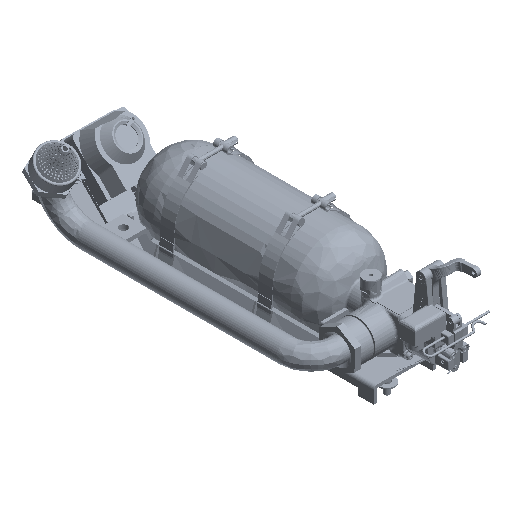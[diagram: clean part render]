
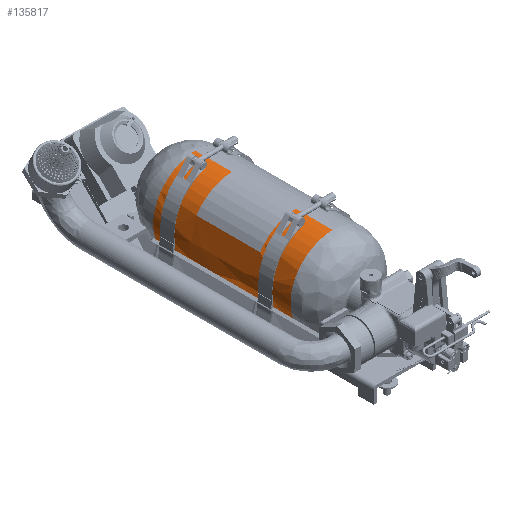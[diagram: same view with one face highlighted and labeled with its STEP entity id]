
A CAD part, isometric view. The second image highlights one B-rep face of the part: STEP entity #135817.
In plain terms, the highlighted free-form (B-spline) face has degree [2, 1] with [5, 2] control points.
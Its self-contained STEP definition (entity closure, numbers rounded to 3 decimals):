
#134861 = VERTEX_POINT('',#134862);
#134862 = CARTESIAN_POINT('',(-92.16,129.821,
    222.021));
#134868 = EDGE_CURVE('',#134861,#134869,#134871,.T.);
#134869 = VERTEX_POINT('',#134870);
#134870 = CARTESIAN_POINT('',(-92.16,44.61,
    222.021));
#134871 = B_SPLINE_CURVE_WITH_KNOTS('',1,(#134872,#134873),
  .UNSPECIFIED.,.F.,.F.,(2,2),(-109.538,-50.8),
  .PIECEWISE_BEZIER_KNOTS.);
#134872 = CARTESIAN_POINT('',(-92.16,129.821,
    222.021));
#134873 = CARTESIAN_POINT('',(-92.16,44.61,
    222.021));
#134891 = VERTEX_POINT('',#134892);
#134892 = CARTESIAN_POINT('',(-92.16,-102.782,
    222.021));
#134898 = EDGE_CURVE('',#134891,#134899,#134901,.T.);
#134899 = VERTEX_POINT('',#134900);
#134900 = CARTESIAN_POINT('',(-92.16,-187.993,
    222.021));
#134901 = B_SPLINE_CURVE_WITH_KNOTS('',1,(#134902,#134903),
  .UNSPECIFIED.,.F.,.F.,(2,2),(50.8,109.538),.PIECEWISE_BEZIER_KNOTS.);
#134902 = CARTESIAN_POINT('',(-92.16,-102.782,
    222.021));
#134903 = CARTESIAN_POINT('',(-92.16,-187.993,
    222.021));
#134906 = VERTEX_POINT('',#134907);
#134907 = CARTESIAN_POINT('',(-90.477,-187.993,
    25.112));
#134915 = EDGE_CURVE('',#134916,#134906,#134918,.T.);
#134916 = VERTEX_POINT('',#134917);
#134917 = CARTESIAN_POINT('',(-90.477,129.821,
    25.112));
#134918 = B_SPLINE_CURVE_WITH_KNOTS('',1,(#134919,#134920),
  .UNSPECIFIED.,.F.,.F.,(2,2),(-109.538,109.538),
  .PIECEWISE_BEZIER_KNOTS.);
#134919 = CARTESIAN_POINT('',(-90.477,129.821,
    25.112));
#134920 = CARTESIAN_POINT('',(-90.477,-187.993,
    25.112));
#135084 = VERTEX_POINT('',#135085);
#135085 = CARTESIAN_POINT('',(-189.773,129.821,
    122.725));
#135091 = EDGE_CURVE('',#134861,#135084,#135092,.T.);
#135092 = ( BOUNDED_CURVE() B_SPLINE_CURVE(2,(#135093,#135094,#135095),
.UNSPECIFIED.,.F.,.F.) B_SPLINE_CURVE_WITH_KNOTS((3,3),(3.142,
4.712),.PIECEWISE_BEZIER_KNOTS.) CURVE() 
GEOMETRIC_REPRESENTATION_ITEM() RATIONAL_B_SPLINE_CURVE((1.,
0.707,1.)) REPRESENTATION_ITEM('') );
#135093 = CARTESIAN_POINT('',(-92.16,129.821,
    222.021));
#135094 = CARTESIAN_POINT('',(-190.615,129.821,
    221.18));
#135095 = CARTESIAN_POINT('',(-189.773,129.821,
    122.725));
#135428 = EDGE_CURVE('',#134869,#135429,#135431,.T.);
#135429 = VERTEX_POINT('',#135430);
#135430 = CARTESIAN_POINT('',(-174.678,44.61,
    175.962));
#135431 = ( BOUNDED_CURVE() B_SPLINE_CURVE(2,(#135432,#135433,#135434),
.UNSPECIFIED.,.F.,.F.) B_SPLINE_CURVE_WITH_KNOTS((3,3),(0.,
1.001),.PIECEWISE_BEZIER_KNOTS.) CURVE() 
GEOMETRIC_REPRESENTATION_ITEM() RATIONAL_B_SPLINE_CURVE((1.,
0.877,1.)) REPRESENTATION_ITEM('') );
#135432 = CARTESIAN_POINT('',(-92.16,44.61,
    222.021));
#135433 = CARTESIAN_POINT('',(-146.017,44.61,
    221.561));
#135434 = CARTESIAN_POINT('',(-174.678,44.61,
    175.962));
#135436 = EDGE_CURVE('',#135429,#135437,#135439,.T.);
#135437 = VERTEX_POINT('',#135438);
#135438 = CARTESIAN_POINT('',(-174.678,-102.782,
    175.962));
#135439 = B_SPLINE_CURVE_WITH_KNOTS('',1,(#135440,#135441),
  .UNSPECIFIED.,.F.,.F.,(2,2),(-50.8,50.8),.PIECEWISE_BEZIER_KNOTS.);
#135440 = CARTESIAN_POINT('',(-174.678,44.61,
    175.962));
#135441 = CARTESIAN_POINT('',(-174.678,-102.782,
    175.962));
#135443 = EDGE_CURVE('',#135437,#134891,#135444,.T.);
#135444 = ( BOUNDED_CURVE() B_SPLINE_CURVE(2,(#135445,#135446,#135447),
.UNSPECIFIED.,.F.,.F.) B_SPLINE_CURVE_WITH_KNOTS((3,3),(2.14,
3.142),.PIECEWISE_BEZIER_KNOTS.) CURVE() 
GEOMETRIC_REPRESENTATION_ITEM() RATIONAL_B_SPLINE_CURVE((1.,
0.877,1.)) REPRESENTATION_ITEM('') );
#135445 = CARTESIAN_POINT('',(-174.678,-102.782,
    175.962));
#135446 = CARTESIAN_POINT('',(-146.017,-102.782,
    221.561));
#135447 = CARTESIAN_POINT('',(-92.16,-102.782,
    222.021));
#135705 = EDGE_CURVE('',#135084,#134916,#135706,.T.);
#135706 = ( BOUNDED_CURVE() B_SPLINE_CURVE(2,(#135707,#135708,#135709),
.UNSPECIFIED.,.F.,.F.) B_SPLINE_CURVE_WITH_KNOTS((3,3),(4.712,
6.283),.PIECEWISE_BEZIER_KNOTS.) CURVE() 
GEOMETRIC_REPRESENTATION_ITEM() RATIONAL_B_SPLINE_CURVE((1.,
0.707,1.)) REPRESENTATION_ITEM('') );
#135707 = CARTESIAN_POINT('',(-189.773,129.821,
    122.725));
#135708 = CARTESIAN_POINT('',(-188.931,129.821,
    24.271));
#135709 = CARTESIAN_POINT('',(-90.477,129.821,
    25.112));
#135792 = EDGE_CURVE('',#134899,#134906,#135793,.T.);
#135793 = ( BOUNDED_CURVE() B_SPLINE_CURVE(2,(#135794,#135795,#135796,
#135797,#135798),.UNSPECIFIED.,.F.,.F.) B_SPLINE_CURVE_WITH_KNOTS((3,2,3
    ),(3.142,4.712,6.283),
.PIECEWISE_BEZIER_KNOTS.) CURVE() GEOMETRIC_REPRESENTATION_ITEM() 
RATIONAL_B_SPLINE_CURVE((1.,0.707,1.,0.707,1.)) 
REPRESENTATION_ITEM('') );
#135794 = CARTESIAN_POINT('',(-92.16,-187.993,
    222.021));
#135795 = CARTESIAN_POINT('',(-190.615,-187.993,
    221.18));
#135796 = CARTESIAN_POINT('',(-189.773,-187.993,
    122.725));
#135797 = CARTESIAN_POINT('',(-188.931,-187.993,
    24.271));
#135798 = CARTESIAN_POINT('',(-90.477,-187.993,
    25.112));
#135817 = ADVANCED_FACE('',(#135818),#135829,.T.);
#135818 = FACE_BOUND('',#135819,.T.);
#135819 = EDGE_LOOP('',(#135820,#135821,#135822,#135823,#135824,#135825,
    #135826,#135827,#135828));
#135820 = ORIENTED_EDGE('',*,*,#134868,.F.);
#135821 = ORIENTED_EDGE('',*,*,#135091,.T.);
#135822 = ORIENTED_EDGE('',*,*,#135705,.T.);
#135823 = ORIENTED_EDGE('',*,*,#134915,.T.);
#135824 = ORIENTED_EDGE('',*,*,#135792,.F.);
#135825 = ORIENTED_EDGE('',*,*,#134898,.F.);
#135826 = ORIENTED_EDGE('',*,*,#135443,.F.);
#135827 = ORIENTED_EDGE('',*,*,#135436,.F.);
#135828 = ORIENTED_EDGE('',*,*,#135428,.F.);
#135829 = ( BOUNDED_SURFACE() B_SPLINE_SURFACE(2,1,(
    (#135830,#135831)
    ,(#135832,#135833)
    ,(#135834,#135835)
    ,(#135836,#135837)
    ,(#135838,#135839
)),.UNSPECIFIED.,.F.,.F.,.F.) B_SPLINE_SURFACE_WITH_KNOTS((3,2,3),(2,2),
  (3.142,4.712,6.283),(-109.538,109.538),
.PIECEWISE_BEZIER_KNOTS.) GEOMETRIC_REPRESENTATION_ITEM() 
RATIONAL_B_SPLINE_SURFACE((
    (1.,1.)
    ,(0.707,0.707)
    ,(1.,1.)
    ,(0.707,0.707)
,(1.,1.))) REPRESENTATION_ITEM('') SURFACE() );
#135830 = CARTESIAN_POINT('',(-92.16,129.821,
    222.021));
#135831 = CARTESIAN_POINT('',(-92.16,-187.993,
    222.021));
#135832 = CARTESIAN_POINT('',(-190.615,129.821,
    221.18));
#135833 = CARTESIAN_POINT('',(-190.615,-187.993,
    221.18));
#135834 = CARTESIAN_POINT('',(-189.773,129.821,
    122.725));
#135835 = CARTESIAN_POINT('',(-189.773,-187.993,
    122.725));
#135836 = CARTESIAN_POINT('',(-188.931,129.821,
    24.271));
#135837 = CARTESIAN_POINT('',(-188.931,-187.993,
    24.271));
#135838 = CARTESIAN_POINT('',(-90.477,129.821,
    25.112));
#135839 = CARTESIAN_POINT('',(-90.477,-187.993,
    25.112));
